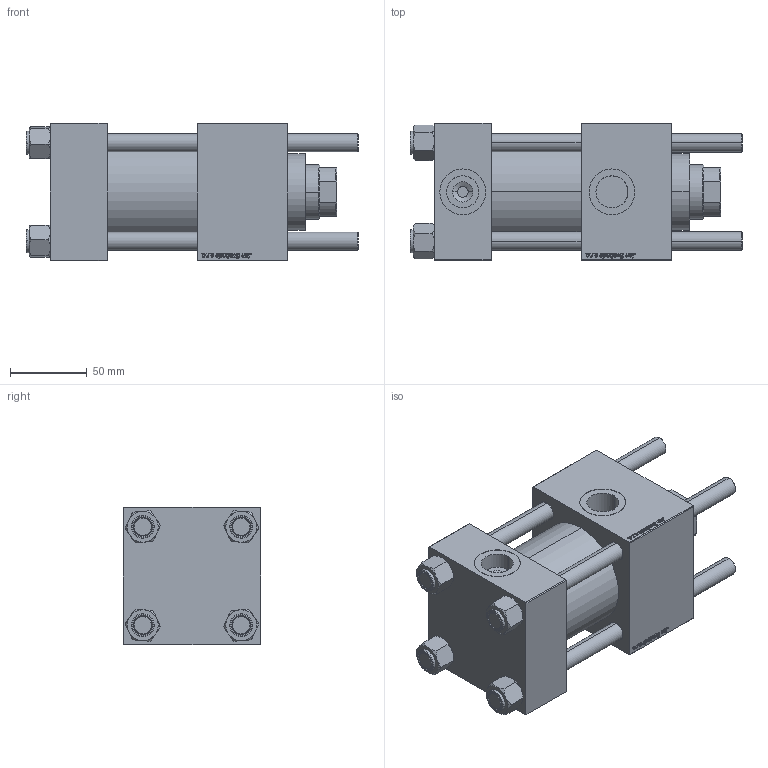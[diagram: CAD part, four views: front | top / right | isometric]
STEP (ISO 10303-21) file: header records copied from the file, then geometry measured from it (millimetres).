
FILE_DESCRIPTION (( 'STEP AP203' ), '1' );
FILE_NAME ('36f3.STEP', '2022-04-16T15:21:24', ( '' ), ( '' ), 'SwSTEP 2.0', 'SolidWorks 2019', '' );
FILE_SCHEMA (( 'CONFIG_CONTROL_DESIGN' ));
Length unit declared in the file: millimetre
Products named in the file (6): NUT_M5_B 3b65938cab0bedf265ea72fefb98afe6; V215CR_B_TYCINKA 3b65938cab0bedf265ea72fefb98afe6; 36f3; V215CR_VCP_B 3b65938cab0bedf265ea72fefb98afe6; V215_VC_A 3b65938cab0bedf265ea72fefb98afe6; V215CR_B-1 3b65938cab0bedf265ea72fefb98afe6
Assembly tree (11 placements, depth 2):
  36f3
    V215CR_B-1 3b65938cab0bedf265ea72fefb98afe6
    V215CR_VCP_B 3b65938cab0bedf265ea72fefb98afe6
    NUT_M5_B 3b65938cab0bedf265ea72fefb98afe6  x4
    V215CR_B_TYCINKA 3b65938cab0bedf265ea72fefb98afe6  x4
    V215_VC_A 3b65938cab0bedf265ea72fefb98afe6
Bounding box: 217 x 90 x 90 mm (x, y, z)
Volume: 1002250 mm3; surface area: 200383 mm2
Topology: 11 solids, 11 shells, 1164 faces, 2947 edges, 1912 vertices
Faces by surface type: bspline 504, plane 434, cone 136, cylinder 82, torus 8
Entity records: 56925 total; most frequent: CARTESIAN_POINT 34014, ORIENTED_EDGE 5386, DIRECTION 2957, EDGE_CURVE 2693, VERTEX_POINT 1768, VECTOR 1447, LINE 1447, EDGE_LOOP 1169
